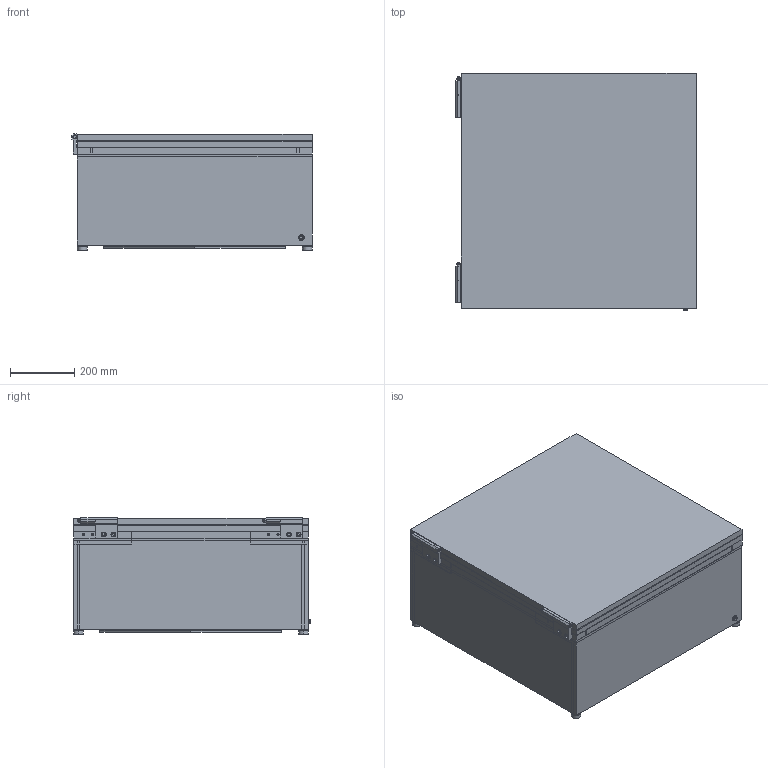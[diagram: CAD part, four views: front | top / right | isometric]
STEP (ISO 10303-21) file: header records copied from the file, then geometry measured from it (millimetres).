
FILE_DESCRIPTION (( 'STEP AP203' ), '1' );
FILE_NAME ('8264-_993-2__0-ap203.STEP', '2012-12-05T12:16:16', ( 'Admin' ), ( 'R. STAHL AG' ), 'SwSTEP 2.0', 'SolidWorks 2012', '' );
FILE_SCHEMA (( 'CONFIG_CONTROL_DESIGN' ));
Length unit declared in the file: millimetre
Products named in the file (14): 502_812_0; 506_228_0; 502_077_0; 82_649_05_55_0; 506_548_0; 506_886_0; 506_204_0_7; 500_663_0_M 8 x 16; 82_649_03_26_0; 82_649_05_26_0_Gr_997_996; 502_606_0_Vereinfacht M10 x 30; 82_649_57_05_3_82649_57_05_3; 82_649_57_04_3_<Wie bearbeitet>; 8264-_993-2__0-ap203
Assembly tree (80 placements, depth 2):
  8264-_993-2__0-ap203
    82_649_57_04_3_<Wie bearbeitet>
    82_649_57_05_3_82649_57_05_3
    502_606_0_Vereinfacht M10 x 30  x44
    82_649_05_26_0_Gr_997_996  x2
    82_649_03_26_0  x2
    500_663_0_M 8 x 16  x8
    506_204_0_7  x2
    506_886_0
    506_548_0
    82_649_05_55_0
    502_077_0  x8
    506_228_0  x8
    502_812_0
Bounding box: 747 x 736.9 x 362 mm (x, y, z)
Volume: 59817773.9 mm3; surface area: 7129810.3 mm2
Topology: 134 solids, 134 shells, 2838 faces, 6375 edges, 3816 vertices
Faces by surface type: plane 1328, cylinder 808, cone 440, torus 262
Entity records: 36826 total; most frequent: DIRECTION 6234, CARTESIAN_POINT 5720, ORIENTED_EDGE 5268, EDGE_CURVE 2634, AXIS2_PLACEMENT_3D 2361, VERTEX_POINT 1691, LINE 1512, VECTOR 1512
